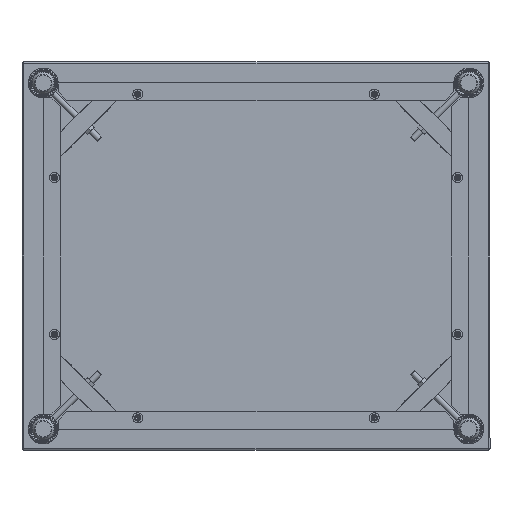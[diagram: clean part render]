
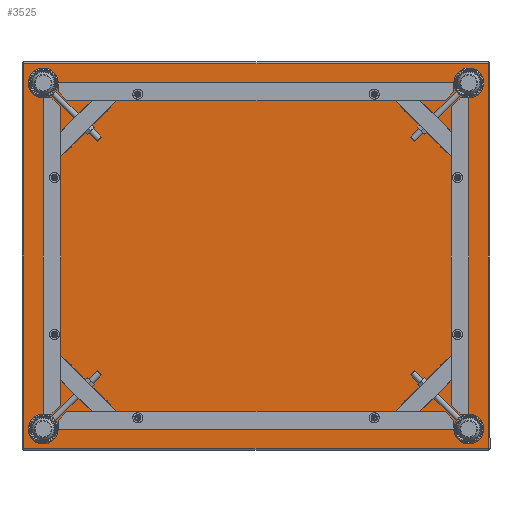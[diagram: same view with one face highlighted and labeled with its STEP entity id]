
A CAD part, front view. The second image highlights one B-rep face of the part: STEP entity #3525.
In plain terms, the highlighted face is planar.
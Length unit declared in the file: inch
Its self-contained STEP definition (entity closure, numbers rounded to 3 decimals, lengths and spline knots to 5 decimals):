
#569=LINE('',#5749,#725);
#571=LINE('',#5752,#727);
#575=LINE('',#5758,#731);
#577=LINE('',#5761,#733);
#725=VECTOR('',#4631,19.3125);
#727=VECTOR('',#4635,23.3125);
#731=VECTOR('',#4643,23.3125);
#733=VECTOR('',#4647,19.3125);
#1075=FACE_OUTER_BOUND('',#1363,.T.);
#1363=EDGE_LOOP('',(#2800,#2801,#2802,#2803));
#1829=VERTEX_POINT('',#5673);
#1835=VERTEX_POINT('',#5690);
#1838=VERTEX_POINT('',#5697);
#1847=VERTEX_POINT('',#5727);
#2194=EDGE_CURVE('',#1838,#1847,#569,.T.);
#2196=EDGE_CURVE('',#1847,#1835,#571,.T.);
#2200=EDGE_CURVE('',#1829,#1838,#575,.T.);
#2202=EDGE_CURVE('',#1835,#1829,#577,.T.);
#2800=ORIENTED_EDGE('',*,*,#2194,.F.);
#2801=ORIENTED_EDGE('',*,*,#2200,.F.);
#2802=ORIENTED_EDGE('',*,*,#2202,.F.);
#2803=ORIENTED_EDGE('',*,*,#2196,.F.);
#3366=PLANE('',#3879);
#3525=ADVANCED_FACE('',(#1075),#3366,.T.);
#3879=AXIS2_PLACEMENT_3D('',#5768,#4659,#4660);
#4631=DIRECTION('',(0.,1.,0.));
#4635=DIRECTION('',(-1.,0.,0.));
#4643=DIRECTION('',(1.,0.,0.));
#4647=DIRECTION('',(0.,-1.,0.));
#4659=DIRECTION('center_axis',(0.,0.,-1.));
#4660=DIRECTION('ref_axis',(-1.,0.,0.));
#5673=CARTESIAN_POINT('',(-11.65625,-9.65625,-0.5));
#5690=CARTESIAN_POINT('',(-11.65625,9.65625,-0.5));
#5697=CARTESIAN_POINT('',(11.65625,-9.65625,-0.5));
#5727=CARTESIAN_POINT('',(11.65625,9.65625,-0.5));
#5749=CARTESIAN_POINT('',(11.65625,-4.875,-0.5));
#5752=CARTESIAN_POINT('',(5.875,9.65625,-0.5));
#5758=CARTESIAN_POINT('',(-5.875,-9.65625,-0.5));
#5761=CARTESIAN_POINT('',(-11.65625,4.875,-0.5));
#5768=CARTESIAN_POINT('Origin',(0.,0.,
-0.5));
